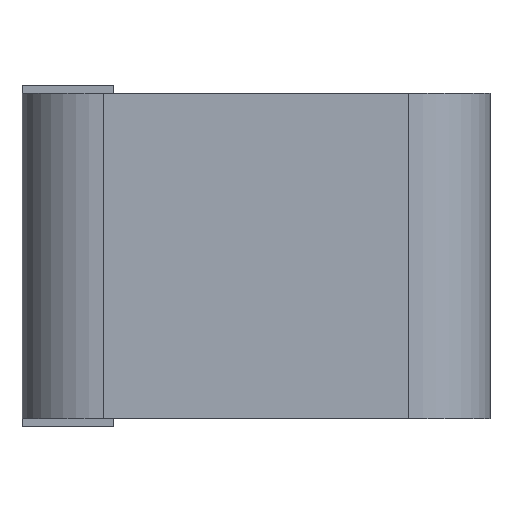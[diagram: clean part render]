
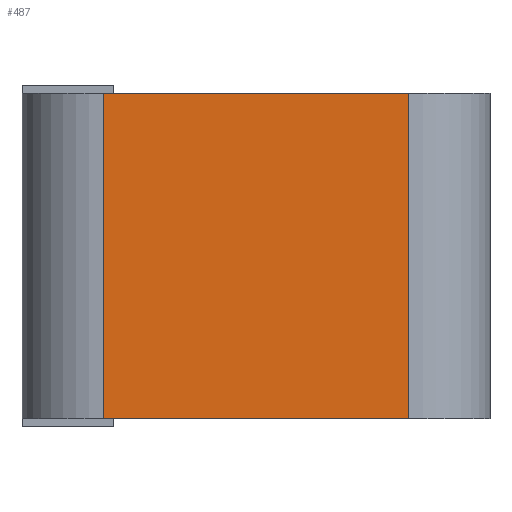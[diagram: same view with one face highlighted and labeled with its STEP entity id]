
A CAD part, left-side view. The second image highlights one B-rep face of the part: STEP entity #487.
In plain terms, the highlighted planar face has unit normal (-1, 0, 0).
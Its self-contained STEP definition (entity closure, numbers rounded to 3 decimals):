
#24 = DIRECTION ( 'NONE',  ( 0., 0., -1. ) ) ;
#30 = CARTESIAN_POINT ( 'NONE',  ( -0.8, -0.375, 0.4 ) ) ;
#65 = DIRECTION ( 'NONE',  ( 0., 0., -1. ) ) ;
#100 = VECTOR ( 'NONE', #570, 1000. ) ;
#118 = ORIENTED_EDGE ( 'NONE', *, *, #771, .T. ) ;
#143 = DIRECTION ( 'NONE',  ( 0., 0., -1. ) ) ;
#144 = EDGE_CURVE ( 'NONE', #734, #829, #566, .T. ) ;
#256 = ORIENTED_EDGE ( 'NONE', *, *, #546, .F. ) ;
#263 = PLANE ( 'NONE',  #395 ) ;
#351 = FACE_OUTER_BOUND ( 'NONE', #977, .T. ) ;
#352 = LINE ( 'NONE', #530, #632 ) ;
#355 = DIRECTION ( 'NONE',  ( 0., -1., 0. ) ) ;
#375 = CARTESIAN_POINT ( 'NONE',  ( -0.8, -0.375, 0.4 ) ) ;
#395 = AXIS2_PLACEMENT_3D ( 'NONE', #30, #968, #24 ) ;
#411 = CARTESIAN_POINT ( 'NONE',  ( -0.8, -0.375, 0.4 ) ) ;
#432 = CARTESIAN_POINT ( 'NONE',  ( -0.8, -0.375, 0.4 ) ) ;
#487 = ADVANCED_FACE ( 'NONE', ( #351 ), #263, .F. ) ;
#516 = LINE ( 'NONE', #411, #100 ) ;
#530 = CARTESIAN_POINT ( 'NONE',  ( -0.8, 0.375, 0.4 ) ) ;
#546 = EDGE_CURVE ( 'NONE', #553, #734, #516, .T. ) ;
#549 = VERTEX_POINT ( 'NONE', #662 ) ;
#553 = VERTEX_POINT ( 'NONE', #735 ) ;
#566 = LINE ( 'NONE', #375, #730 ) ;
#570 = DIRECTION ( 'NONE',  ( 0., -1., 0. ) ) ;
#599 = EDGE_CURVE ( 'NONE', #549, #829, #908, .T. ) ;
#632 = VECTOR ( 'NONE', #65, 1000. ) ;
#662 = CARTESIAN_POINT ( 'NONE',  ( -0.8, 0.375, -0.4 ) ) ;
#672 = CARTESIAN_POINT ( 'NONE',  ( -0.8, -0.375, -0.4 ) ) ;
#703 = VECTOR ( 'NONE', #355, 1000. ) ;
#730 = VECTOR ( 'NONE', #143, 1000. ) ;
#734 = VERTEX_POINT ( 'NONE', #432 ) ;
#735 = CARTESIAN_POINT ( 'NONE',  ( -0.8, 0.375, 0.4 ) ) ;
#771 = EDGE_CURVE ( 'NONE', #553, #549, #352, .T. ) ;
#829 = VERTEX_POINT ( 'NONE', #853 ) ;
#853 = CARTESIAN_POINT ( 'NONE',  ( -0.8, -0.375, -0.4 ) ) ;
#900 = ORIENTED_EDGE ( 'NONE', *, *, #599, .T. ) ;
#908 = LINE ( 'NONE', #672, #703 ) ;
#968 = DIRECTION ( 'NONE',  ( 1., 0., 0. ) ) ;
#977 = EDGE_LOOP ( 'NONE', ( #900, #1004, #256, #118 ) ) ;
#1004 = ORIENTED_EDGE ( 'NONE', *, *, #144, .F. ) ;
